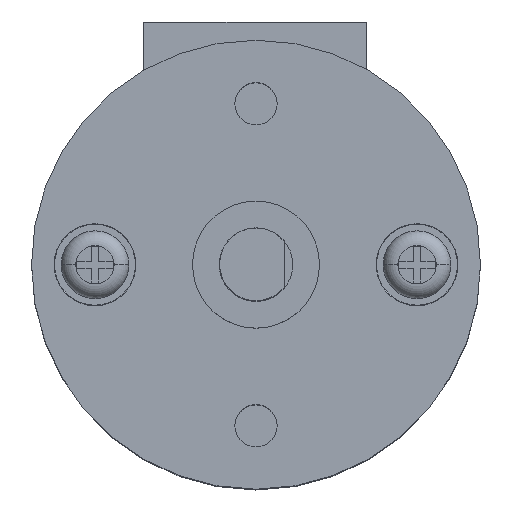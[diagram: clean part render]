
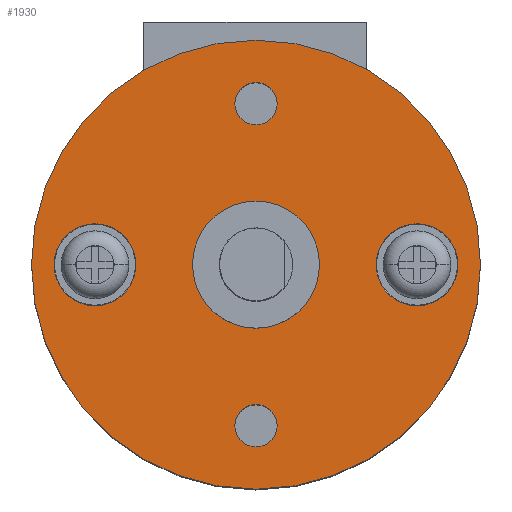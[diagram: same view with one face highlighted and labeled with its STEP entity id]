
A CAD part, top view. The second image highlights one B-rep face of the part: STEP entity #1930.
In plain terms, the highlighted planar face has unit normal (0, 0, 1).
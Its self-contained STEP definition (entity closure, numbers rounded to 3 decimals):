
#24 = CARTESIAN_POINT ( 'NONE',  ( -3.45, 0., 54.6 ) ) ;
#102 = EDGE_LOOP ( 'NONE', ( #1529, #2327 ) ) ;
#169 = CIRCLE ( 'NONE', #2042, 1.15 ) ;
#253 = CIRCLE ( 'NONE', #3760, 2.225 ) ;
#265 = VERTEX_POINT ( 'NONE', #24 ) ;
#312 = VERTEX_POINT ( 'NONE', #2760 ) ;
#323 = DIRECTION ( 'NONE',  ( 1., 0., 0. ) ) ;
#365 = CIRCLE ( 'NONE', #2942, 1.15 ) ;
#405 = EDGE_CURVE ( 'NONE', #1152, #2828, #1326, .T. ) ;
#492 = DIRECTION ( 'NONE',  ( 0., 0., 1. ) ) ;
#529 = VERTEX_POINT ( 'NONE', #902 ) ;
#544 = FACE_OUTER_BOUND ( 'NONE', #2504, .T. ) ;
#556 = VERTEX_POINT ( 'NONE', #1092 ) ;
#557 = CARTESIAN_POINT ( 'NONE',  ( 1.15, 8.75, 54.6 ) ) ;
#571 = CIRCLE ( 'NONE', #3686, 1.15 ) ;
#604 = VERTEX_POINT ( 'NONE', #2880 ) ;
#651 = EDGE_CURVE ( 'NONE', #2828, #1152, #3745, .T. ) ;
#655 = ORIENTED_EDGE ( 'NONE', *, *, #2148, .F. ) ;
#663 = DIRECTION ( 'NONE',  ( 0., 0., 1. ) ) ;
#693 = CARTESIAN_POINT ( 'NONE',  ( 0., 8.75, 54.6 ) ) ;
#795 = CARTESIAN_POINT ( 'NONE',  ( -1.15, -8.75, 54.6 ) ) ;
#823 = DIRECTION ( 'NONE',  ( 0., 0., 1. ) ) ;
#855 = DIRECTION ( 'NONE',  ( 0., 0., 1. ) ) ;
#902 = CARTESIAN_POINT ( 'NONE',  ( 3.45, 0., 54.6 ) ) ;
#917 = VERTEX_POINT ( 'NONE', #1482 ) ;
#951 = ORIENTED_EDGE ( 'NONE', *, *, #1644, .F. ) ;
#958 = FACE_BOUND ( 'NONE', #3705, .T. ) ;
#967 = ORIENTED_EDGE ( 'NONE', *, *, #1790, .T. ) ;
#1092 = CARTESIAN_POINT ( 'NONE',  ( 12.2, 0., 54.6 ) ) ;
#1094 = ORIENTED_EDGE ( 'NONE', *, *, #4080, .F. ) ;
#1104 = AXIS2_PLACEMENT_3D ( 'NONE', #4533, #1189, #1464 ) ;
#1129 = ORIENTED_EDGE ( 'NONE', *, *, #3734, .F. ) ;
#1152 = VERTEX_POINT ( 'NONE', #4708 ) ;
#1162 = EDGE_LOOP ( 'NONE', ( #1094, #2477 ) ) ;
#1189 = DIRECTION ( 'NONE',  ( 0., 0., 1. ) ) ;
#1246 = EDGE_LOOP ( 'NONE', ( #3873, #1543 ) ) ;
#1297 = FACE_BOUND ( 'NONE', #1162, .T. ) ;
#1322 = FACE_BOUND ( 'NONE', #102, .T. ) ;
#1326 = CIRCLE ( 'NONE', #4051, 2.225 ) ;
#1358 = DIRECTION ( 'NONE',  ( 1., 0., 0. ) ) ;
#1388 = VERTEX_POINT ( 'NONE', #2206 ) ;
#1417 = DIRECTION ( 'NONE',  ( 1., 0., 0. ) ) ;
#1464 = DIRECTION ( 'NONE',  ( 1., 0., 0. ) ) ;
#1482 = CARTESIAN_POINT ( 'NONE',  ( -12.2, 0., 54.6 ) ) ;
#1529 = ORIENTED_EDGE ( 'NONE', *, *, #1616, .F. ) ;
#1543 = ORIENTED_EDGE ( 'NONE', *, *, #651, .F. ) ;
#1616 = EDGE_CURVE ( 'NONE', #2668, #312, #365, .T. ) ;
#1641 = DIRECTION ( 'NONE',  ( -1., 0., 0. ) ) ;
#1644 = EDGE_CURVE ( 'NONE', #529, #265, #1841, .T. ) ;
#1693 = DIRECTION ( 'NONE',  ( 0., 0., 1. ) ) ;
#1755 = DIRECTION ( 'NONE',  ( 1., 0., 0. ) ) ;
#1757 = DIRECTION ( 'NONE',  ( 0., 0., 1. ) ) ;
#1790 = EDGE_CURVE ( 'NONE', #917, #556, #2361, .T. ) ;
#1841 = CIRCLE ( 'NONE', #3103, 3.45 ) ;
#1853 = DIRECTION ( 'NONE',  ( 0., 0., 1. ) ) ;
#1899 = EDGE_CURVE ( 'NONE', #556, #917, #4296, .T. ) ;
#1930 = ADVANCED_FACE ( 'NONE', ( #544, #4665, #4640, #1297, #1322, #958 ), #3075, .T. ) ;
#2008 = EDGE_CURVE ( 'NONE', #604, #1388, #253, .T. ) ;
#2042 = AXIS2_PLACEMENT_3D ( 'NONE', #693, #1757, #2170 ) ;
#2048 = CIRCLE ( 'NONE', #1104, 2.225 ) ;
#2102 = EDGE_LOOP ( 'NONE', ( #2184, #655 ) ) ;
#2122 = CIRCLE ( 'NONE', #4539, 1.15 ) ;
#2148 = EDGE_CURVE ( 'NONE', #1388, #604, #2048, .T. ) ;
#2164 = CARTESIAN_POINT ( 'NONE',  ( 8.75, 0., 54.6 ) ) ;
#2170 = DIRECTION ( 'NONE',  ( 1., 0., 0. ) ) ;
#2184 = ORIENTED_EDGE ( 'NONE', *, *, #2008, .F. ) ;
#2206 = CARTESIAN_POINT ( 'NONE',  ( -10.975, 0., 54.6 ) ) ;
#2312 = DIRECTION ( 'NONE',  ( 1., 0., 0. ) ) ;
#2327 = ORIENTED_EDGE ( 'NONE', *, *, #3720, .F. ) ;
#2361 = CIRCLE ( 'NONE', #3222, 12.2 ) ;
#2409 = CARTESIAN_POINT ( 'NONE',  ( 0., 0., 54.6 ) ) ;
#2415 = ORIENTED_EDGE ( 'NONE', *, *, #1899, .T. ) ;
#2477 = ORIENTED_EDGE ( 'NONE', *, *, #4323, .F. ) ;
#2487 = VERTEX_POINT ( 'NONE', #795 ) ;
#2504 = EDGE_LOOP ( 'NONE', ( #967, #2415 ) ) ;
#2507 = DIRECTION ( 'NONE',  ( 0., 0., 1. ) ) ;
#2530 = DIRECTION ( 'NONE',  ( 0., 0., 1. ) ) ;
#2563 = CARTESIAN_POINT ( 'NONE',  ( -8.75, 0., 54.6 ) ) ;
#2668 = VERTEX_POINT ( 'NONE', #557 ) ;
#2760 = CARTESIAN_POINT ( 'NONE',  ( -1.15, 8.75, 54.6 ) ) ;
#2828 = VERTEX_POINT ( 'NONE', #3926 ) ;
#2880 = CARTESIAN_POINT ( 'NONE',  ( -6.525, 0., 54.6 ) ) ;
#2942 = AXIS2_PLACEMENT_3D ( 'NONE', #4703, #1693, #1358 ) ;
#2962 = CARTESIAN_POINT ( 'NONE',  ( 0., -8.75, 54.6 ) ) ;
#3075 = PLANE ( 'NONE',  #4388 ) ;
#3103 = AXIS2_PLACEMENT_3D ( 'NONE', #2409, #1853, #323 ) ;
#3222 = AXIS2_PLACEMENT_3D ( 'NONE', #4817, #2530, #4040 ) ;
#3392 = DIRECTION ( 'NONE',  ( 0., 0., 1. ) ) ;
#3520 = AXIS2_PLACEMENT_3D ( 'NONE', #2164, #663, #3659 ) ;
#3659 = DIRECTION ( 'NONE',  ( 1., 0., 0. ) ) ;
#3673 = AXIS2_PLACEMENT_3D ( 'NONE', #4253, #855, #3862 ) ;
#3686 = AXIS2_PLACEMENT_3D ( 'NONE', #4331, #4594, #1641 ) ;
#3705 = EDGE_LOOP ( 'NONE', ( #1129, #951 ) ) ;
#3720 = EDGE_CURVE ( 'NONE', #312, #2668, #169, .T. ) ;
#3734 = EDGE_CURVE ( 'NONE', #265, #529, #4381, .T. ) ;
#3745 = CIRCLE ( 'NONE', #3520, 2.225 ) ;
#3760 = AXIS2_PLACEMENT_3D ( 'NONE', #2563, #4419, #1755 ) ;
#3768 = CARTESIAN_POINT ( 'NONE',  ( 1.15, -8.75, 54.6 ) ) ;
#3862 = DIRECTION ( 'NONE',  ( 1., 0., 0. ) ) ;
#3873 = ORIENTED_EDGE ( 'NONE', *, *, #405, .F. ) ;
#3926 = CARTESIAN_POINT ( 'NONE',  ( 6.525, 0., 54.6 ) ) ;
#3993 = DIRECTION ( 'NONE',  ( -1., 0., 0. ) ) ;
#4040 = DIRECTION ( 'NONE',  ( 1., 0., 0. ) ) ;
#4051 = AXIS2_PLACEMENT_3D ( 'NONE', #4170, #823, #2312 ) ;
#4080 = EDGE_CURVE ( 'NONE', #4277, #2487, #2122, .T. ) ;
#4122 = CARTESIAN_POINT ( 'NONE',  ( 0., 0., 54.6 ) ) ;
#4170 = CARTESIAN_POINT ( 'NONE',  ( 8.75, 0., 54.6 ) ) ;
#4253 = CARTESIAN_POINT ( 'NONE',  ( 0., 0., 54.6 ) ) ;
#4277 = VERTEX_POINT ( 'NONE', #3768 ) ;
#4296 = CIRCLE ( 'NONE', #3673, 12.2 ) ;
#4323 = EDGE_CURVE ( 'NONE', #2487, #4277, #571, .T. ) ;
#4331 = CARTESIAN_POINT ( 'NONE',  ( 0., -8.75, 54.6 ) ) ;
#4381 = CIRCLE ( 'NONE', #4773, 3.45 ) ;
#4388 = AXIS2_PLACEMENT_3D ( 'NONE', #4563, #492, #1417 ) ;
#4419 = DIRECTION ( 'NONE',  ( 0., 0., 1. ) ) ;
#4533 = CARTESIAN_POINT ( 'NONE',  ( -8.75, 0., 54.6 ) ) ;
#4539 = AXIS2_PLACEMENT_3D ( 'NONE', #2962, #2507, #3993 ) ;
#4563 = CARTESIAN_POINT ( 'NONE',  ( 0., 0., 54.6 ) ) ;
#4594 = DIRECTION ( 'NONE',  ( 0., 0., 1. ) ) ;
#4640 = FACE_BOUND ( 'NONE', #1246, .T. ) ;
#4665 = FACE_BOUND ( 'NONE', #2102, .T. ) ;
#4703 = CARTESIAN_POINT ( 'NONE',  ( 0., 8.75, 54.6 ) ) ;
#4708 = CARTESIAN_POINT ( 'NONE',  ( 10.975, 0., 54.6 ) ) ;
#4773 = AXIS2_PLACEMENT_3D ( 'NONE', #4122, #3392, #4832 ) ;
#4817 = CARTESIAN_POINT ( 'NONE',  ( 0., 0., 54.6 ) ) ;
#4832 = DIRECTION ( 'NONE',  ( 1., 0., 0. ) ) ;
